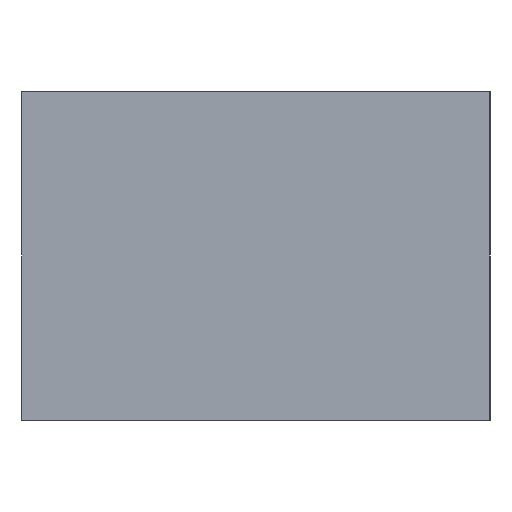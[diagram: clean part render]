
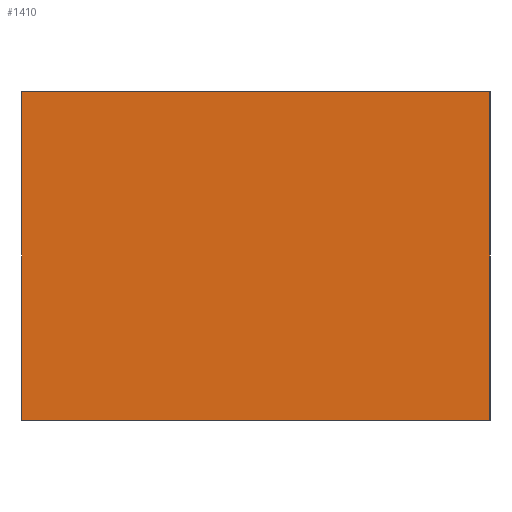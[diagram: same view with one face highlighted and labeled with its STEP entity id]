
A CAD part, left-side view. The second image highlights one B-rep face of the part: STEP entity #1410.
In plain terms, the highlighted planar face has unit normal (-1, 0, 0).
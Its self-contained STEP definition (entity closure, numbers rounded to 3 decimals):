
#34=CARTESIAN_POINT('',(-902.,197.35,1.3));
#35=VERTEX_POINT('',#34);
#82=CARTESIAN_POINT('',(-902.,197.35,21.3));
#83=VERTEX_POINT('',#82);
#90=CARTESIAN_POINT('',(-902.,197.35,1.3));
#91=DIRECTION('',(0.,0.,1.));
#92=VECTOR('',#91,20.);
#93=LINE('',#90,#92);
#94=EDGE_CURVE('',#35,#83,#93,.T.);
#525=CARTESIAN_POINT('',(-902.,225.8,21.3));
#526=VERTEX_POINT('',#525);
#533=CARTESIAN_POINT('',(-902.,197.35,21.3));
#534=DIRECTION('',(0.,1.,0.));
#535=VECTOR('',#534,28.45);
#536=LINE('',#533,#535);
#537=EDGE_CURVE('',#83,#526,#536,.T.);
#1387=CARTESIAN_POINT('',(-902.,212.5,-18.7));
#1388=DIRECTION('',(1.,0.,0.));
#1389=DIRECTION('',(0.,0.,-1.));
#1390=AXIS2_PLACEMENT_3D('',#1387,#1388,#1389);
#1391=PLANE('',#1390);
#1392=CARTESIAN_POINT('',(-902.,225.8,1.3));
#1393=VERTEX_POINT('',#1392);
#1394=CARTESIAN_POINT('',(-902.,225.8,1.3));
#1395=DIRECTION('',(0.,0.,1.));
#1396=VECTOR('',#1395,20.);
#1397=LINE('',#1394,#1396);
#1398=EDGE_CURVE('',#1393,#526,#1397,.T.);
#1399=ORIENTED_EDGE('',*,*,#1398,.F.);
#1400=CARTESIAN_POINT('',(-902.,197.35,1.3));
#1401=DIRECTION('',(0.,1.,0.));
#1402=VECTOR('',#1401,28.45);
#1403=LINE('',#1400,#1402);
#1404=EDGE_CURVE('',#35,#1393,#1403,.T.);
#1405=ORIENTED_EDGE('',*,*,#1404,.F.);
#1406=ORIENTED_EDGE('',*,*,#94,.T.);
#1407=ORIENTED_EDGE('',*,*,#537,.T.);
#1408=EDGE_LOOP('',(#1399,#1405,#1406,#1407));
#1409=FACE_BOUND('',#1408,.T.);
#1410=ADVANCED_FACE('',(#1409),#1391,.F.);
